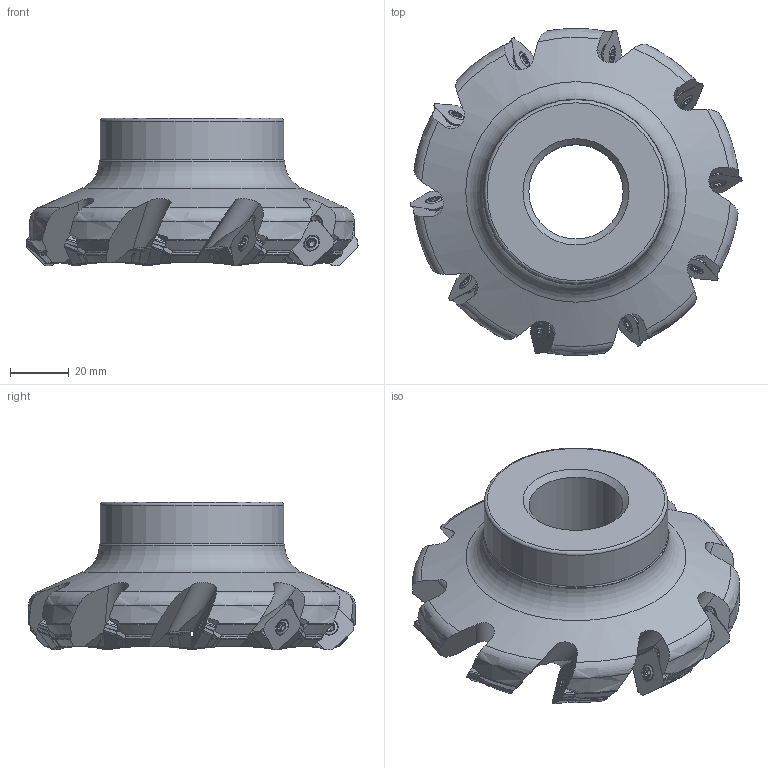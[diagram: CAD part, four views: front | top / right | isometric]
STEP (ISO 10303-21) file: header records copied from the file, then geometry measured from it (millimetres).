
FILE_DESCRIPTION(/* description */ (''),/* implementation_level */ '2;1');
FILE_NAME(/* name */ 'toolassembly_1.stp',/* time_stamp */ '2019-05-02T16:39:42+02:00',/* author */ (''),/* organization */ ('SMS'),/* preprocessor_version */ 'ST-DEVELOPER v15',/* originating_system */ 'SIEMENS PLM Software NX 8.5',/* authorisation */ '');
FILE_SCHEMA (('AUTOMOTIVE_DESIGN { 1 0 10303 214 3 1 1 1 }'));
Length unit declared in the file: millimetre
Products named in the file (4): CUT_20190502163857; NOCUT_20190502163806; ASSEMBLY_CONSTRUCTION; TOOLASSEMBLY_1
Assembly tree (12 placements, depth 2):
  TOOLASSEMBLY_1
    ASSEMBLY_CONSTRUCTION
    NOCUT_20190502163806
    CUT_20190502163857  x10
Bounding box: 112.66 x 110.99 x 50.01 mm (x, y, z)
Volume: 178888.4 mm3; surface area: 38278.9 mm2
Topology: 11 solids, 11 shells, 1419 faces, 4319 edges, 2986 vertices
Faces by surface type: plane 533, extrusion 370, cone 176, cylinder 154, torus 146, sphere 40
Full cylindrical faces by diameter (mm): 3.5 x10, 4.1 x10, 5.25 x10, 32.013 x1, 45 x1, 62.386 x1, 62.886 x1
Entity records: 43016 total; most frequent: CARTESIAN_POINT 16843, ORIENTED_EDGE 5678, DIRECTION 5037, EDGE_CURVE 2839, AXIS2_PLACEMENT_3D 2014, VERTEX_POINT 1907, EDGE_LOOP 1158, ADVANCED_FACE 1050
